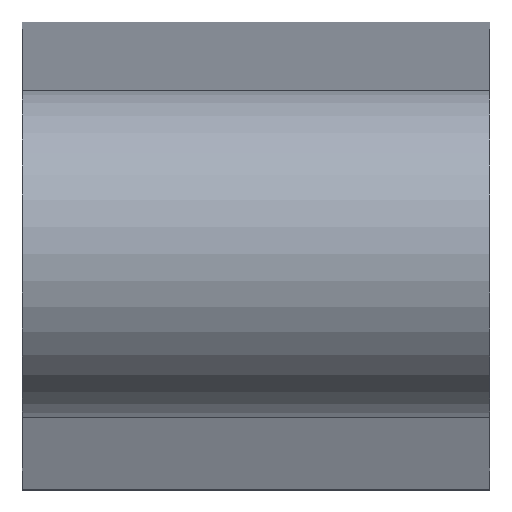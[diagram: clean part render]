
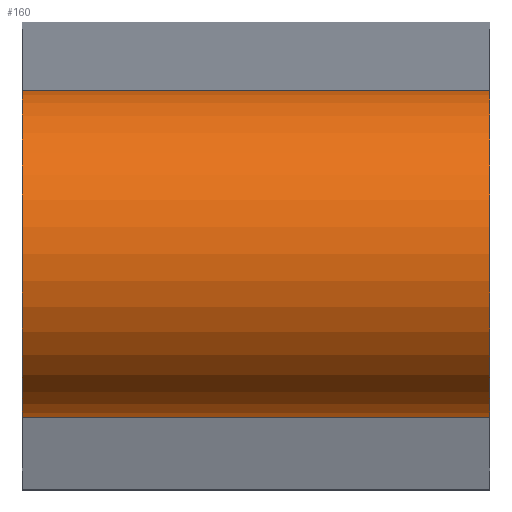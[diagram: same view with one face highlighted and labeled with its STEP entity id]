
A CAD part, top view. The second image highlights one B-rep face of the part: STEP entity #160.
In plain terms, the highlighted cylindrical face has radius 3.51 mm (diameter 7.02 mm), a partial arc.
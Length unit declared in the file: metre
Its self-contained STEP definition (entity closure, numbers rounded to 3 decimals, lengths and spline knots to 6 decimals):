
#12=CYLINDRICAL_SURFACE('',#186,0.00351);
#14=CIRCLE('',#178,0.00351);
#16=CIRCLE('',#184,0.00351);
#44=ORIENTED_EDGE('',*,*,#73,.F.);
#45=ORIENTED_EDGE('',*,*,#76,.T.);
#46=ORIENTED_EDGE('',*,*,#60,.T.);
#47=ORIENTED_EDGE('',*,*,#77,.F.);
#60=EDGE_CURVE('',#81,#80,#14,.T.);
#73=EDGE_CURVE('',#89,#90,#16,.T.);
#76=EDGE_CURVE('',#89,#81,#106,.T.);
#77=EDGE_CURVE('',#90,#80,#107,.T.);
#80=VERTEX_POINT('',#240);
#81=VERTEX_POINT('',#242);
#89=VERTEX_POINT('',#266);
#90=VERTEX_POINT('',#268);
#106=LINE('',#273,#122);
#107=LINE('',#274,#123);
#122=VECTOR('',#226,1.);
#123=VECTOR('',#227,1.);
#131=EDGE_LOOP('',(#44,#45,#46,#47));
#143=FACE_BOUND('',#131,.T.);
#160=ADVANCED_FACE('',(#143),#12,.T.);
#178=AXIS2_PLACEMENT_3D('',#241,#196,#197);
#184=AXIS2_PLACEMENT_3D('',#267,#219,#220);
#186=AXIS2_PLACEMENT_3D('',#272,#224,#225);
#196=DIRECTION('',(1.,0.,0.));
#197=DIRECTION('',(0.,0.,1.));
#219=DIRECTION('',(1.,0.,0.));
#220=DIRECTION('',(0.,0.,-1.));
#224=DIRECTION('',(-1.,0.,0.));
#225=DIRECTION('',(0.,0.,1.));
#226=DIRECTION('',(-1.,0.,0.));
#227=DIRECTION('',(-1.,0.,0.));
#240=CARTESIAN_POINT('',(-0.1,-0.0035,0.08));
#241=CARTESIAN_POINT('',(-0.1,0.,0.079738));
#242=CARTESIAN_POINT('',(-0.1,0.0035,0.08));
#266=CARTESIAN_POINT('',(-0.09,0.0035,0.08));
#267=CARTESIAN_POINT('',(-0.09,0.,0.079738));
#268=CARTESIAN_POINT('',(-0.09,-0.0035,0.08));
#272=CARTESIAN_POINT('',(-0.089998,0.,0.079738));
#273=CARTESIAN_POINT('',(-0.089998,0.0035,0.08));
#274=CARTESIAN_POINT('',(-0.089998,-0.0035,0.08));
